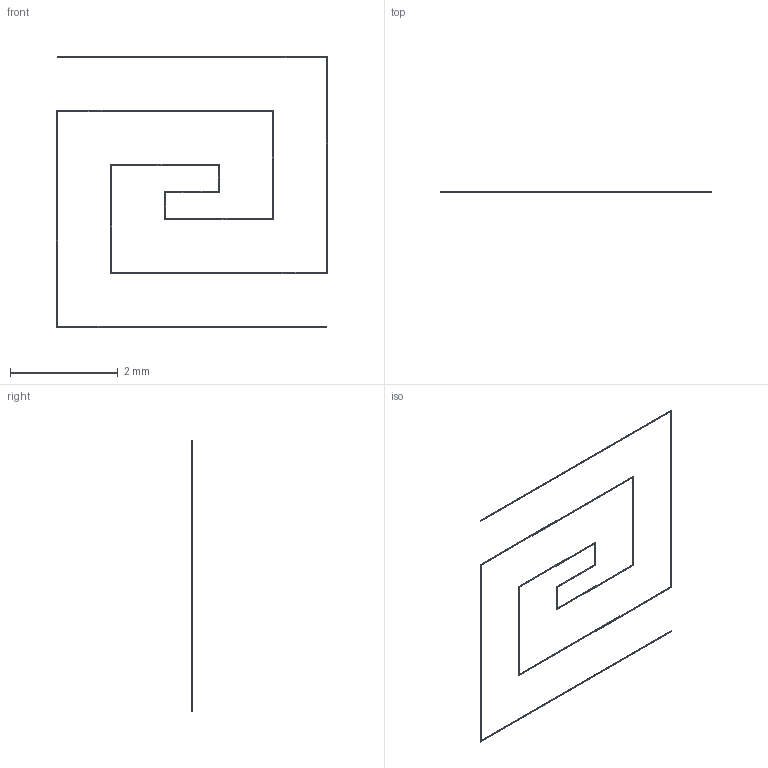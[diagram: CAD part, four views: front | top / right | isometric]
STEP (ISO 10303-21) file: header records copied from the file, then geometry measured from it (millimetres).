
FILE_DESCRIPTION (( 'STEP AP214' ), '1' );
FILE_NAME ('dss1.STEP', '2020-06-23T05:09:08', ( '' ), ( '' ), 'SwSTEP 2.0', 'SolidWorks 2018', '' );
FILE_SCHEMA (( 'AUTOMOTIVE_DESIGN' ));
Length unit declared in the file: millimetre
Products named in the file (1): dss1
Bounding box: 5.03 x 0.01 x 5.03 mm (x, y, z)
Volume: 0 mm3; surface area: 2.2 mm2
Topology: 1 solids, 1 shells, 70 faces, 140 edges, 72 vertices
Faces by surface type: plane 70
Entity records: 1726 total; most frequent: CARTESIAN_POINT 283, DIRECTION 282, ORIENTED_EDGE 280, VECTOR 140, EDGE_CURVE 140, LINE 140, VERTEX_POINT 72, AXIS2_PLACEMENT_3D 71
